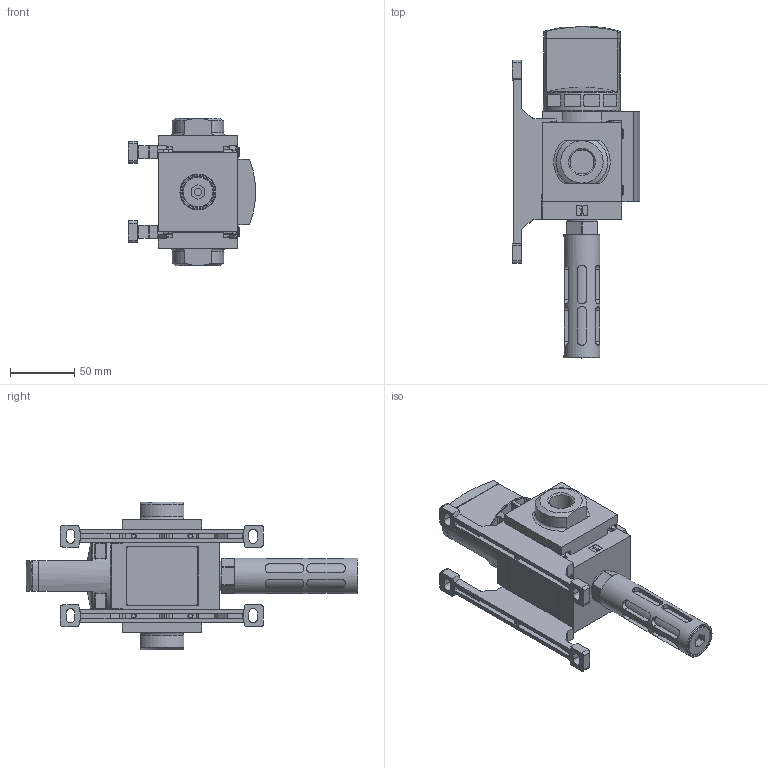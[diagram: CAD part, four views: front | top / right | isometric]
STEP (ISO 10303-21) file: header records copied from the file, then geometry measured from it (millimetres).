
FILE_DESCRIPTION( ( 'STEP AP214' ), '1' );
FILE_NAME( '541279_MS6-EM1-AGD-S-WP.stp', '2023-01-02T15:32:59', ( 'License CC BY-ND 4.0' ), ( 'CADENAS' ), ' ', 'PARTsolutions', ' ' );
FILE_SCHEMA( ( 'AUTOMOTIVE_DESIGN { 1 0 10303 214 1 1 1 1 }' ) );
Length unit declared in the file: millimetre
Products named in the file (7): 541279 MS6-EM1-AGD-S-WP; HI_541279 MS6-EM1-AGD-S-WP0D; HI_526082 MS6-AGD---(000pr); _8134994 MS6-MV-B; _532195 MS6-WP---(w); _6844 U-1/2-B; HI_374264 MS6
Assembly tree (9 placements, depth 2):
  541279 MS6-EM1-AGD-S-WP
    HI_541279 MS6-EM1-AGD-S-WP0D
    HI_526082 MS6-AGD---(000pr)  x2
    _8134994 MS6-MV-B  x2
    _532195 MS6-WP---(w)  x2
    _6844 U-1/2-B
    HI_374264 MS6
Bounding box: 98.9 x 258.4 x 115 mm (x, y, z)
Volume: 622435.7 mm3; surface area: 144588.2 mm2
Topology: 9 solids, 9 shells, 1064 faces, 2919 edges, 1915 vertices
Faces by surface type: plane 702, cylinder 299, cone 43, torus 17, sphere 3
Full cylindrical faces by diameter (mm): 3.242 x4, 3.4 x4, 4 x4, 4.6 x4, 5.5 x2, 6 x1, 7.6 x4, 7.8 x4, 14.1 x1, 18.631 x5, 21.1 x1, 22.5 x1, 23.15 x1, 24 x4, 28 x1, 60 x1
Entity records: 33896 total; most frequent: CARTESIAN_POINT 6915, ORIENTED_EDGE 4286, DIRECTION 4064, EDGE_CURVE 2143, LINE 1478, VECTOR 1478, VERTEX_POINT 1442, AXIS2_PLACEMENT_3D 1293
